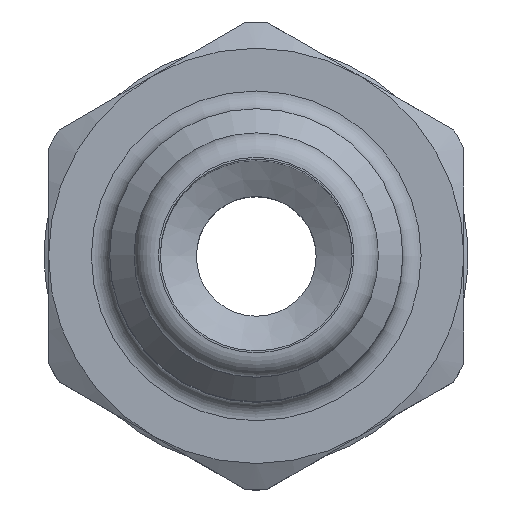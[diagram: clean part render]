
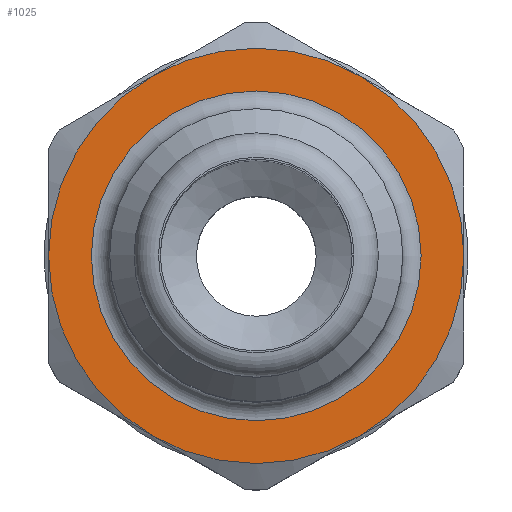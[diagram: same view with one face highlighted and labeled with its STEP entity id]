
A CAD part, top view. The second image highlights one B-rep face of the part: STEP entity #1025.
In plain terms, the highlighted planar face has unit normal (0, 0, 1).
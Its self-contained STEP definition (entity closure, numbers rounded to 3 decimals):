
#30=PLANE('',#1148);
#269=ORIENTED_EDGE('',*,*,#476,.F.);
#270=ORIENTED_EDGE('',*,*,#523,.T.);
#476=EDGE_CURVE('',#614,#614,#704,.T.);
#523=EDGE_CURVE('',#643,#643,#727,.T.);
#614=VERTEX_POINT('',#1646);
#643=VERTEX_POINT('',#1780);
#704=CIRCLE('',#1102,8.5);
#727=CIRCLE('',#1147,6.75);
#798=EDGE_LOOP('',(#269));
#799=EDGE_LOOP('',(#270));
#910=FACE_BOUND('',#798,.T.);
#911=FACE_BOUND('',#799,.T.);
#1025=ADVANCED_FACE('',(#910,#911),#30,.F.);
#1102=AXIS2_PLACEMENT_3D('',#1645,#1263,#1264);
#1147=AXIS2_PLACEMENT_3D('',#1779,#1365,#1366);
#1148=AXIS2_PLACEMENT_3D('',#1781,#1367,#1368);
#1263=DIRECTION('',(0.,0.,-1.));
#1264=DIRECTION('',(-1.,0.,0.));
#1365=DIRECTION('',(0.,0.,-1.));
#1366=DIRECTION('',(-1.,0.,0.));
#1367=DIRECTION('',(0.,0.,-1.));
#1368=DIRECTION('',(-1.,0.,0.));
#1645=CARTESIAN_POINT('',(0.,0.,20.3));
#1646=CARTESIAN_POINT('',(-8.5,0.,20.3));
#1779=CARTESIAN_POINT('',(0.,0.,20.3));
#1780=CARTESIAN_POINT('',(-6.75,0.,20.3));
#1781=CARTESIAN_POINT('',(0.,6.75,20.3));
